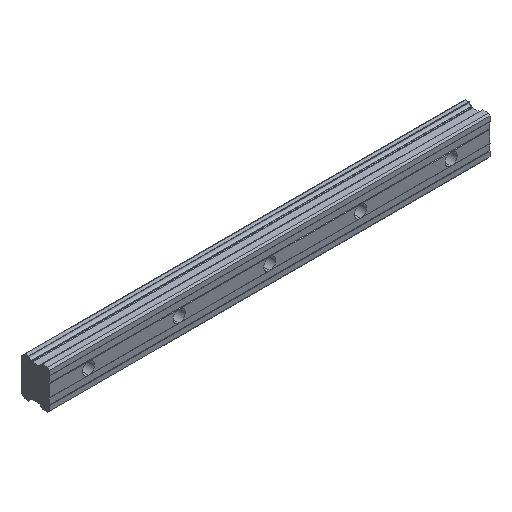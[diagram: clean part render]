
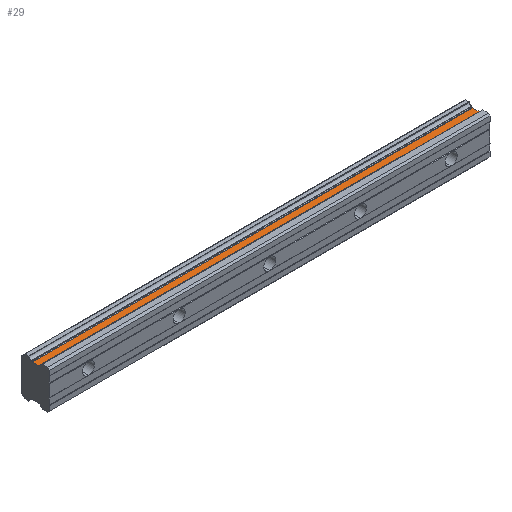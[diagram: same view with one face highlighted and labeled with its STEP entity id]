
A CAD part, isometric view. The second image highlights one B-rep face of the part: STEP entity #29.
In plain terms, the highlighted planar face has unit normal (0, 0, 1).
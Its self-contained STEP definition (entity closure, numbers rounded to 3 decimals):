
#29 = ADVANCED_FACE ( 'NONE', ( #1600 ), #2331, .F. ) ;
#44 = VERTEX_POINT ( 'NONE', #398 ) ;
#45 = DIRECTION ( 'NONE',  ( 0., -1., 0. ) ) ;
#89 = VECTOR ( 'NONE', #45, 1000. ) ;
#98 = ORIENTED_EDGE ( 'NONE', *, *, #889, .F. ) ;
#168 = EDGE_LOOP ( 'NONE', ( #2004, #98, #1831, #683 ) ) ;
#247 = VECTOR ( 'NONE', #2333, 1000. ) ;
#255 = LINE ( 'NONE', #1710, #551 ) ;
#273 = VERTEX_POINT ( 'NONE', #634 ) ;
#303 = EDGE_CURVE ( 'NONE', #44, #854, #255, .T. ) ;
#398 = CARTESIAN_POINT ( 'NONE',  ( -45., 19.939, 18.75 ) ) ;
#466 = DIRECTION ( 'NONE',  ( -1., 0., 0. ) ) ;
#551 = VECTOR ( 'NONE', #1200, 1000. ) ;
#634 = CARTESIAN_POINT ( 'NONE',  ( 465., 12.664, 18.75 ) ) ;
#673 = CARTESIAN_POINT ( 'NONE',  ( 465., 19.939, 18.75 ) ) ;
#683 = ORIENTED_EDGE ( 'NONE', *, *, #1385, .T. ) ;
#854 = VERTEX_POINT ( 'NONE', #2245 ) ;
#863 = VERTEX_POINT ( 'NONE', #2115 ) ;
#889 = EDGE_CURVE ( 'NONE', #854, #273, #1326, .T. ) ;
#942 = VECTOR ( 'NONE', #466, 1000. ) ;
#972 = EDGE_CURVE ( 'NONE', #273, #863, #1040, .T. ) ;
#978 = AXIS2_PLACEMENT_3D ( 'NONE', #673, #1419, #1228 ) ;
#1038 = LINE ( 'NONE', #1757, #247 ) ;
#1040 = LINE ( 'NONE', #1185, #942 ) ;
#1185 = CARTESIAN_POINT ( 'NONE',  ( 465., 12.664, 18.75 ) ) ;
#1200 = DIRECTION ( 'NONE',  ( 1., 0., 0. ) ) ;
#1228 = DIRECTION ( 'NONE',  ( 0., 1., 0. ) ) ;
#1326 = LINE ( 'NONE', #2067, #89 ) ;
#1385 = EDGE_CURVE ( 'NONE', #44, #863, #1038, .T. ) ;
#1419 = DIRECTION ( 'NONE',  ( 0., 0., -1. ) ) ;
#1600 = FACE_OUTER_BOUND ( 'NONE', #168, .T. ) ;
#1710 = CARTESIAN_POINT ( 'NONE',  ( 465., 19.939, 18.75 ) ) ;
#1757 = CARTESIAN_POINT ( 'NONE',  ( -45., 24.422, 18.75 ) ) ;
#1831 = ORIENTED_EDGE ( 'NONE', *, *, #303, .F. ) ;
#2004 = ORIENTED_EDGE ( 'NONE', *, *, #972, .F. ) ;
#2067 = CARTESIAN_POINT ( 'NONE',  ( 465., 24.422, 18.75 ) ) ;
#2115 = CARTESIAN_POINT ( 'NONE',  ( -45., 12.664, 18.75 ) ) ;
#2245 = CARTESIAN_POINT ( 'NONE',  ( 465., 19.939, 18.75 ) ) ;
#2331 = PLANE ( 'NONE',  #978 ) ;
#2333 = DIRECTION ( 'NONE',  ( 0., -1., 0. ) ) ;
